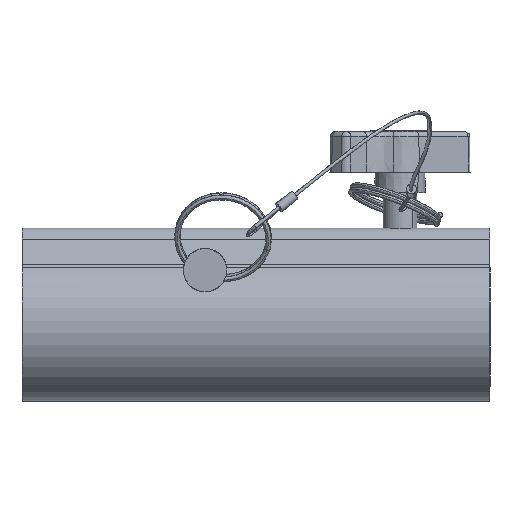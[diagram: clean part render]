
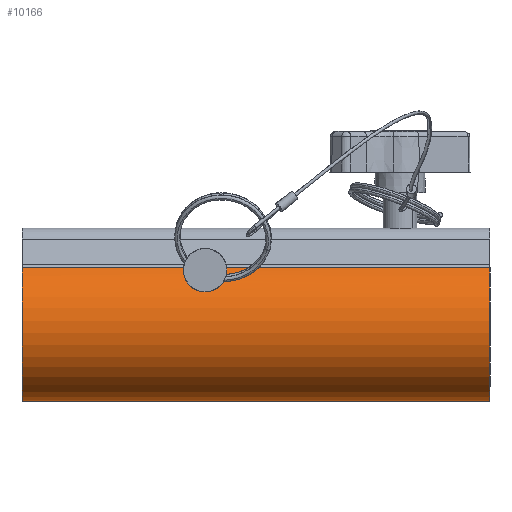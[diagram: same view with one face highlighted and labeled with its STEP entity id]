
A CAD part, left-side view. The second image highlights one B-rep face of the part: STEP entity #10166.
In plain terms, the highlighted cylindrical face has radius 22 mm (diameter 44 mm), a partial arc.
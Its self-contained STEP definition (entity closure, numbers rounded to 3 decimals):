
#447 = CARTESIAN_POINT ( 'NONE',  ( -17.512, 10.898, 13.318 ) ) ;
#494 = CARTESIAN_POINT ( 'NONE',  ( -18.663, 13.242, 11.648 ) ) ;
#731 = CARTESIAN_POINT ( 'NONE',  ( -13.575, 20.201, 17.312 ) ) ;
#740 = AXIS2_PLACEMENT_3D ( 'NONE', #6415, #3019, #9821 ) ;
#1519 = CARTESIAN_POINT ( 'NONE',  ( -17.734, 11.154, 13.021 ) ) ;
#1564 = CARTESIAN_POINT ( 'NONE',  ( -18.291, 12.089, 12.226 ) ) ;
#1782 = VERTEX_POINT ( 'NONE', #14167 ) ;
#1806 = CARTESIAN_POINT ( 'NONE',  ( -18.367, 17.73, 12.111 ) ) ;
#1952 = CARTESIAN_POINT ( 'NONE',  ( -15.894, 20.075, 15.218 ) ) ;
#2086 = EDGE_CURVE ( 'NONE', #9491, #13943, #14245, .T. ) ;
#2198 = ORIENTED_EDGE ( 'NONE', *, *, #3878, .T. ) ;
#2337 = CARTESIAN_POINT ( 'NONE',  ( -14.283, 9.723, 16.757 ) ) ;
#2484 = ORIENTED_EDGE ( 'NONE', *, *, #9331, .T. ) ;
#2573 = EDGE_CURVE ( 'NONE', #7843, #9723, #7479, .T. ) ;
#2592 = CIRCLE ( 'NONE', #7506, 22. ) ;
#2727 = CARTESIAN_POINT ( 'NONE',  ( -18.123, 11.748, 12.473 ) ) ;
#2926 = CARTESIAN_POINT ( 'NONE',  ( 0., 69., -22. ) ) ;
#2966 = CARTESIAN_POINT ( 'NONE',  ( -18.777, 16.113, 11.465 ) ) ;
#3019 = DIRECTION ( 'NONE',  ( 0., 1., 0. ) ) ;
#3350 = DIRECTION ( 'NONE',  ( 0., -1., 0. ) ) ;
#3726 = CARTESIAN_POINT ( 'NONE',  ( -17.025, 10.458, 13.94 ) ) ;
#3771 = CARTESIAN_POINT ( 'NONE',  ( -18.502, 12.643, 11.904 ) ) ;
#3778 = CARTESIAN_POINT ( 'NONE',  ( 0., 69., 0. ) ) ;
#3815 = CARTESIAN_POINT ( 'NONE',  ( -18.812, 14.104, 11.408 ) ) ;
#3852 = CARTESIAN_POINT ( 'NONE',  ( -13.575, 9.799, 17.312 ) ) ;
#3877 = CARTESIAN_POINT ( 'NONE',  ( -13.575, 69., 17.312 ) ) ;
#3878 = EDGE_CURVE ( 'NONE', #9723, #10644, #4378, .T. ) ;
#4019 = CARTESIAN_POINT ( 'NONE',  ( -18.034, 18.409, 12.602 ) ) ;
#4115 = CARTESIAN_POINT ( 'NONE',  ( -14.282, 20.277, 16.758 ) ) ;
#4156 = CARTESIAN_POINT ( 'NONE',  ( -16.192, 19.979, 14.9 ) ) ;
#4166 = ORIENTED_EDGE ( 'NONE', *, *, #4885, .T. ) ;
#4205 = CARTESIAN_POINT ( 'NONE',  ( -18.291, 17.91, 12.226 ) ) ;
#4378 = B_SPLINE_CURVE_WITH_KNOTS ( 'NONE', 3,
 ( #11211, #2337, #7834, #7050, #10344, #6755, #3726, #4824, #447, #1519, #12318, #7884, #2727, #1564, #9225, #3771, #11495, #494, #4869, #3815, #12617, #5981 ),
 .UNSPECIFIED., .F., .F.,
 ( 4, 2, 2, 2, 2, 2, 2, 2, 2, 2, 4 ),
 ( 0., 0.003, 0.004, 0.005, 0.006, 0.007, 0.007, 0.008, 0.009, 0.009, 0.011 ),
 .UNSPECIFIED. ) ;
#4531 = EDGE_CURVE ( 'NONE', #5887, #1782, #12995, .T. ) ;
#4824 = CARTESIAN_POINT ( 'NONE',  ( -17.394, 10.779, 13.472 ) ) ;
#4869 = CARTESIAN_POINT ( 'NONE',  ( -18.707, 13.453, 11.578 ) ) ;
#4885 = EDGE_CURVE ( 'NONE', #13943, #7843, #6046, .T. ) ;
#4887 = DIRECTION ( 'NONE',  ( 0., 1., 0. ) ) ;
#5203 = CARTESIAN_POINT ( 'NONE',  ( -18.124, 18.25, 12.472 ) ) ;
#5305 = CARTESIAN_POINT ( 'NONE',  ( -18.846, 15.225, 11.35 ) ) ;
#5626 = FACE_OUTER_BOUND ( 'NONE', #8070, .T. ) ;
#5887 = VERTEX_POINT ( 'NONE', #9601 ) ;
#5981 = CARTESIAN_POINT ( 'NONE',  ( -18.846, 15., 11.35 ) ) ;
#6046 = CIRCLE ( 'NONE', #740, 22. ) ;
#6220 = CARTESIAN_POINT ( 'NONE',  ( -14.96, 20.27, 16.155 ) ) ;
#6270 = CARTESIAN_POINT ( 'NONE',  ( -17.029, 19.539, 13.935 ) ) ;
#6407 = CARTESIAN_POINT ( 'NONE',  ( -18.561, 17.161, 11.811 ) ) ;
#6415 = CARTESIAN_POINT ( 'NONE',  ( 0., -69., 0. ) ) ;
#6574 = CARTESIAN_POINT ( 'NONE',  ( 0., 69., 0. ) ) ;
#6755 = CARTESIAN_POINT ( 'NONE',  ( -16.759, 10.288, 14.259 ) ) ;
#6938 = AXIS2_PLACEMENT_3D ( 'NONE', #3778, #11329, #9703 ) ;
#7050 = CARTESIAN_POINT ( 'NONE',  ( -15.886, 9.923, 15.226 ) ) ;
#7306 = CARTESIAN_POINT ( 'NONE',  ( -13.575, -69., 17.312 ) ) ;
#7479 = LINE ( 'NONE', #13747, #11119 ) ;
#7506 = AXIS2_PLACEMENT_3D ( 'NONE', #6574, #7803, #11177 ) ;
#7803 = DIRECTION ( 'NONE',  ( 0., 1., 0. ) ) ;
#7834 = CARTESIAN_POINT ( 'NONE',  ( -14.949, 9.729, 16.165 ) ) ;
#7843 = VERTEX_POINT ( 'NONE', #7306 ) ;
#7884 = CARTESIAN_POINT ( 'NONE',  ( -18.032, 11.589, 12.604 ) ) ;
#7950 = EDGE_CURVE ( 'NONE', #9491, #1782, #2592, .T. ) ;
#8070 = EDGE_LOOP ( 'NONE', ( #9884, #13189, #4166, #9696, #2198, #2484, #10712 ) ) ;
#8077 = CARTESIAN_POINT ( 'NONE',  ( 0., -69., -22. ) ) ;
#8249 = CYLINDRICAL_SURFACE ( 'NONE', #6938, 22. ) ;
#8457 = CARTESIAN_POINT ( 'NONE',  ( -18.502, 17.356, 11.904 ) ) ;
#8489 = CARTESIAN_POINT ( 'NONE',  ( -18.846, 15., 11.35 ) ) ;
#8604 = CARTESIAN_POINT ( 'NONE',  ( -18.664, 16.755, 11.647 ) ) ;
#9225 = CARTESIAN_POINT ( 'NONE',  ( -18.367, 12.269, 12.111 ) ) ;
#9331 = EDGE_CURVE ( 'NONE', #10644, #5887, #11862, .T. ) ;
#9491 = VERTEX_POINT ( 'NONE', #2926 ) ;
#9601 = CARTESIAN_POINT ( 'NONE',  ( -13.575, 20.201, 17.312 ) ) ;
#9696 = ORIENTED_EDGE ( 'NONE', *, *, #2573, .T. ) ;
#9703 = DIRECTION ( 'NONE',  ( 0., 0., -1. ) ) ;
#9723 = VERTEX_POINT ( 'NONE', #3852 ) ;
#9821 = DIRECTION ( 'NONE',  ( 0., 0., 1. ) ) ;
#9884 = ORIENTED_EDGE ( 'NONE', *, *, #7950, .F. ) ;
#10055 = VECTOR ( 'NONE', #11705, 1000. ) ;
#10166 = ADVANCED_FACE ( 'NONE', ( #5626 ), #8249, .T. ) ;
#10344 = CARTESIAN_POINT ( 'NONE',  ( -16.191, 10.02, 14.901 ) ) ;
#10644 = VERTEX_POINT ( 'NONE', #8489 ) ;
#10689 = CARTESIAN_POINT ( 'NONE',  ( -17.518, 19.112, 13.315 ) ) ;
#10712 = ORIENTED_EDGE ( 'NONE', *, *, #4531, .T. ) ;
#10827 = CARTESIAN_POINT ( 'NONE',  ( -18.803, 15.895, 11.422 ) ) ;
#11119 = VECTOR ( 'NONE', #4887, 1000. ) ;
#11177 = DIRECTION ( 'NONE',  ( 0., 0., 1. ) ) ;
#11211 = CARTESIAN_POINT ( 'NONE',  ( -13.575, 9.799, 17.312 ) ) ;
#11329 = DIRECTION ( 'NONE',  ( 0., -1., 0. ) ) ;
#11495 = CARTESIAN_POINT ( 'NONE',  ( -18.561, 12.837, 11.811 ) ) ;
#11705 = DIRECTION ( 'NONE',  ( 0., 1., 0. ) ) ;
#11739 = CARTESIAN_POINT ( 'NONE',  ( -18.837, 15.452, 11.365 ) ) ;
#11862 = B_SPLINE_CURVE_WITH_KNOTS ( 'NONE', 3,
 ( #13049, #5305, #11739, #10827, #2966, #14062, #8604, #6407, #8457, #1806, #4205, #5203, #4019, #12856, #10689, #6270, #11932, #4156, #1952, #6220, #4115, #731 ),
 .UNSPECIFIED., .F., .F.,
 ( 4, 2, 2, 2, 2, 2, 2, 2, 2, 2, 4 ),
 ( 0.011, 0.011, 0.012, 0.013, 0.013, 0.014, 0.015, 0.016, 0.017, 0.019, 0.021 ),
 .UNSPECIFIED. ) ;
#11932 = CARTESIAN_POINT ( 'NONE',  ( -16.763, 19.71, 14.255 ) ) ;
#12181 = CARTESIAN_POINT ( 'NONE',  ( 0., 69., -22. ) ) ;
#12318 = CARTESIAN_POINT ( 'NONE',  ( -17.838, 11.292, 12.878 ) ) ;
#12617 = CARTESIAN_POINT ( 'NONE',  ( -18.846, 14.547, 11.35 ) ) ;
#12856 = CARTESIAN_POINT ( 'NONE',  ( -17.742, 18.854, 13.012 ) ) ;
#12995 = LINE ( 'NONE', #3877, #10055 ) ;
#13049 = CARTESIAN_POINT ( 'NONE',  ( -18.846, 15., 11.35 ) ) ;
#13189 = ORIENTED_EDGE ( 'NONE', *, *, #2086, .T. ) ;
#13747 = CARTESIAN_POINT ( 'NONE',  ( -13.575, 69., 17.312 ) ) ;
#13890 = VECTOR ( 'NONE', #3350, 1000. ) ;
#13943 = VERTEX_POINT ( 'NONE', #8077 ) ;
#14062 = CARTESIAN_POINT ( 'NONE',  ( -18.708, 16.543, 11.577 ) ) ;
#14167 = CARTESIAN_POINT ( 'NONE',  ( -13.575, 69., 17.312 ) ) ;
#14245 = LINE ( 'NONE', #12181, #13890 ) ;
